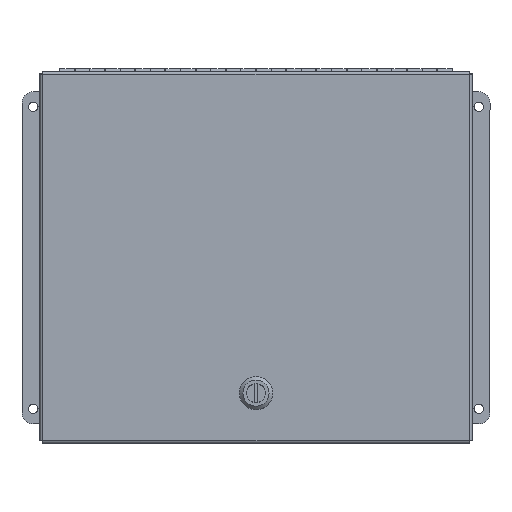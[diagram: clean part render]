
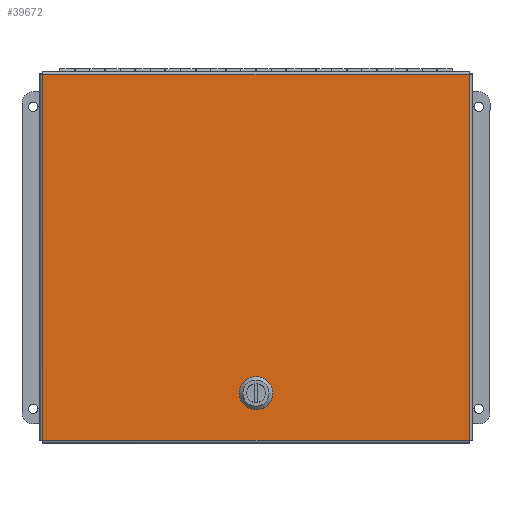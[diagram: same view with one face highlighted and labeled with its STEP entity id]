
A CAD part, top view. The second image highlights one B-rep face of the part: STEP entity #39672.
In plain terms, the highlighted planar face has unit normal (0, 0, 1).
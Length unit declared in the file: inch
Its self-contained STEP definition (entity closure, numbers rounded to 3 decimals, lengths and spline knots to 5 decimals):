
#275 = DIRECTION ( 'NONE',  ( 0., -1., 0. ) ) ;
#340 = AXIS2_PLACEMENT_3D ( 'NONE', #13115, #13874, #6409 ) ;
#664 = EDGE_CURVE ( 'NONE', #17392, #17895, #35625, .T. ) ;
#2013 = VERTEX_POINT ( 'NONE', #19275 ) ;
#2266 = DIRECTION ( 'NONE',  ( 0., -1., 0. ) ) ;
#2296 = DIRECTION ( 'NONE',  ( 0., -1., 0. ) ) ;
#2311 = EDGE_CURVE ( 'NONE', #17895, #15115, #14134, .T. ) ;
#2412 = CARTESIAN_POINT ( 'NONE',  ( -3., -8.06065, 3.3425 ) ) ;
#2623 = AXIS2_PLACEMENT_3D ( 'NONE', #23888, #6622, #10615 ) ;
#3316 = CIRCLE ( 'NONE', #28422, 0.45 ) ;
#3883 = LINE ( 'NONE', #11772, #38987 ) ;
#3980 = ORIENTED_EDGE ( 'NONE', *, *, #27812, .T. ) ;
#4790 = VERTEX_POINT ( 'NONE', #43760 ) ;
#5303 = VECTOR ( 'NONE', #275, 39.37008 ) ;
#6019 = VERTEX_POINT ( 'NONE', #18210 ) ;
#6409 = DIRECTION ( 'NONE',  ( 0., -1., 0. ) ) ;
#6622 = DIRECTION ( 'NONE',  ( 0., 0., -1. ) ) ;
#6734 = EDGE_CURVE ( 'NONE', #42132, #32576, #30467, .T. ) ;
#7556 = DIRECTION ( 'NONE',  ( 0., -1., 0. ) ) ;
#8014 = LINE ( 'NONE', #2412, #23503 ) ;
#8604 = CARTESIAN_POINT ( 'NONE',  ( -3.20616, -6.0939, 3.3425 ) ) ;
#9219 = VERTEX_POINT ( 'NONE', #43046 ) ;
#9540 = LINE ( 'NONE', #20714, #5303 ) ;
#10093 = ORIENTED_EDGE ( 'NONE', *, *, #30698, .T. ) ;
#10615 = DIRECTION ( 'NONE',  ( 0., -1., 0. ) ) ;
#11424 = ORIENTED_EDGE ( 'NONE', *, *, #14901, .F. ) ;
#11772 = CARTESIAN_POINT ( 'NONE',  ( -3.20616, -6.0939, 3.3425 ) ) ;
#12354 = ORIENTED_EDGE ( 'NONE', *, *, #18063, .F. ) ;
#12510 = ORIENTED_EDGE ( 'NONE', *, *, #37291, .T. ) ;
#12804 = CARTESIAN_POINT ( 'NONE',  ( -3.4, -6.70006, 3.3425 ) ) ;
#13090 = VERTEX_POINT ( 'NONE', #41305 ) ;
#13115 = CARTESIAN_POINT ( 'NONE',  ( -3., -6.4939, 3.3425 ) ) ;
#13874 = DIRECTION ( 'NONE',  ( 0., 0., -1. ) ) ;
#14133 = DIRECTION ( 'NONE',  ( 0., 0., -1. ) ) ;
#14134 = LINE ( 'NONE', #38349, #29581 ) ;
#14157 = CARTESIAN_POINT ( 'NONE',  ( -3.4, -6.70006, 3.3425 ) ) ;
#14277 = CARTESIAN_POINT ( 'NONE',  ( -3., -6.4939, 3.3425 ) ) ;
#14901 = EDGE_CURVE ( 'NONE', #2013, #41507, #36119, .T. ) ;
#15115 = VERTEX_POINT ( 'NONE', #42493 ) ;
#15133 = EDGE_LOOP ( 'NONE', ( #3980, #17135, #16691, #33689, #10093, #12510, #30501, #40826 ) ) ;
#15172 = DIRECTION ( 'NONE',  ( 0., -1., 0. ) ) ;
#15676 = LINE ( 'NONE', #25891, #22082 ) ;
#15959 = VECTOR ( 'NONE', #34826, 39.37008 ) ;
#16054 = EDGE_CURVE ( 'NONE', #41507, #13090, #15676, .T. ) ;
#16105 = CARTESIAN_POINT ( 'NONE',  ( -2.6, -6.28774, 3.3425 ) ) ;
#16691 = ORIENTED_EDGE ( 'NONE', *, *, #2311, .T. ) ;
#17135 = ORIENTED_EDGE ( 'NONE', *, *, #664, .T. ) ;
#17392 = VERTEX_POINT ( 'NONE', #37526 ) ;
#17874 = VECTOR ( 'NONE', #32788, 39.37008 ) ;
#17895 = VERTEX_POINT ( 'NONE', #16105 ) ;
#18063 = EDGE_CURVE ( 'NONE', #13090, #9219, #9540, .T. ) ;
#18210 = CARTESIAN_POINT ( 'NONE',  ( -2.79384, -6.8939, 3.3425 ) ) ;
#18305 = AXIS2_PLACEMENT_3D ( 'NONE', #14277, #14133, #7556 ) ;
#18601 = CARTESIAN_POINT ( 'NONE',  ( -10.06175, 4.06285, 3.3425 ) ) ;
#18747 = VERTEX_POINT ( 'NONE', #12804 ) ;
#18976 = PLANE ( 'NONE',  #43771 ) ;
#19275 = CARTESIAN_POINT ( 'NONE',  ( -10.06175, -8.06065, 3.3425 ) ) ;
#20339 = EDGE_CURVE ( 'NONE', #9219, #2013, #8014, .T. ) ;
#20714 = CARTESIAN_POINT ( 'NONE',  ( 4.06175, -1.9989, 3.3425 ) ) ;
#22082 = VECTOR ( 'NONE', #43133, 39.37008 ) ;
#22240 = DIRECTION ( 'NONE',  ( 0., 0., -1. ) ) ;
#23503 = VECTOR ( 'NONE', #32778, 39.37008 ) ;
#23888 = CARTESIAN_POINT ( 'NONE',  ( -3., -6.4939, 3.3425 ) ) ;
#24157 = EDGE_CURVE ( 'NONE', #15115, #6019, #3316, .T. ) ;
#25891 = CARTESIAN_POINT ( 'NONE',  ( -3., 4.06285, 3.3425 ) ) ;
#26491 = ORIENTED_EDGE ( 'NONE', *, *, #20339, .F. ) ;
#26506 = CARTESIAN_POINT ( 'NONE',  ( -2.79384, -6.8939, 3.3425 ) ) ;
#27812 = EDGE_CURVE ( 'NONE', #32576, #17392, #3883, .T. ) ;
#27847 = EDGE_LOOP ( 'NONE', ( #12354, #43106, #11424, #26491 ) ) ;
#27942 = FACE_BOUND ( 'NONE', #15133, .T. ) ;
#28262 = CARTESIAN_POINT ( 'NONE',  ( -10.06175, -1.9989, 3.3425 ) ) ;
#28422 = AXIS2_PLACEMENT_3D ( 'NONE', #30128, #33247, #2296 ) ;
#28508 = CARTESIAN_POINT ( 'NONE',  ( -3.4, -6.28774, 3.3425 ) ) ;
#29581 = VECTOR ( 'NONE', #15172, 39.37008 ) ;
#30128 = CARTESIAN_POINT ( 'NONE',  ( -3., -6.4939, 3.3425 ) ) ;
#30467 = CIRCLE ( 'NONE', #2623, 0.45 ) ;
#30501 = ORIENTED_EDGE ( 'NONE', *, *, #32394, .T. ) ;
#30604 = FACE_OUTER_BOUND ( 'NONE', #27847, .T. ) ;
#30698 = EDGE_CURVE ( 'NONE', #6019, #4790, #37974, .T. ) ;
#32394 = EDGE_CURVE ( 'NONE', #18747, #42132, #42541, .T. ) ;
#32501 = DIRECTION ( 'NONE',  ( 1., 0., 0. ) ) ;
#32576 = VERTEX_POINT ( 'NONE', #8604 ) ;
#32778 = DIRECTION ( 'NONE',  ( -1., 0., 0. ) ) ;
#32788 = DIRECTION ( 'NONE',  ( -1., 0., 0. ) ) ;
#33247 = DIRECTION ( 'NONE',  ( 0., 0., -1. ) ) ;
#33434 = VECTOR ( 'NONE', #41451, 39.37008 ) ;
#33689 = ORIENTED_EDGE ( 'NONE', *, *, #24157, .T. ) ;
#34826 = DIRECTION ( 'NONE',  ( 0., 1., 0. ) ) ;
#35625 = CIRCLE ( 'NONE', #18305, 0.45 ) ;
#36119 = LINE ( 'NONE', #28262, #33434 ) ;
#37291 = EDGE_CURVE ( 'NONE', #4790, #18747, #41658, .T. ) ;
#37526 = CARTESIAN_POINT ( 'NONE',  ( -2.79384, -6.0939, 3.3425 ) ) ;
#37974 = LINE ( 'NONE', #26506, #17874 ) ;
#38349 = CARTESIAN_POINT ( 'NONE',  ( -2.6, -6.28774, 3.3425 ) ) ;
#38987 = VECTOR ( 'NONE', #32501, 39.37008 ) ;
#39301 = CARTESIAN_POINT ( 'NONE',  ( -3., -1.9989, 3.3425 ) ) ;
#39672 = ADVANCED_FACE ( 'NONE', ( #27942, #30604 ), #18976, .F. ) ;
#40826 = ORIENTED_EDGE ( 'NONE', *, *, #6734, .T. ) ;
#41305 = CARTESIAN_POINT ( 'NONE',  ( 4.06175, 4.06285, 3.3425 ) ) ;
#41451 = DIRECTION ( 'NONE',  ( 0., 1., 0. ) ) ;
#41507 = VERTEX_POINT ( 'NONE', #18601 ) ;
#41658 = CIRCLE ( 'NONE', #340, 0.45 ) ;
#42132 = VERTEX_POINT ( 'NONE', #28508 ) ;
#42493 = CARTESIAN_POINT ( 'NONE',  ( -2.6, -6.70006, 3.3425 ) ) ;
#42541 = LINE ( 'NONE', #14157, #15959 ) ;
#43046 = CARTESIAN_POINT ( 'NONE',  ( 4.06175, -8.06065, 3.3425 ) ) ;
#43106 = ORIENTED_EDGE ( 'NONE', *, *, #16054, .F. ) ;
#43133 = DIRECTION ( 'NONE',  ( 1., 0., 0. ) ) ;
#43760 = CARTESIAN_POINT ( 'NONE',  ( -3.20616, -6.8939, 3.3425 ) ) ;
#43771 = AXIS2_PLACEMENT_3D ( 'NONE', #39301, #22240, #2266 ) ;
